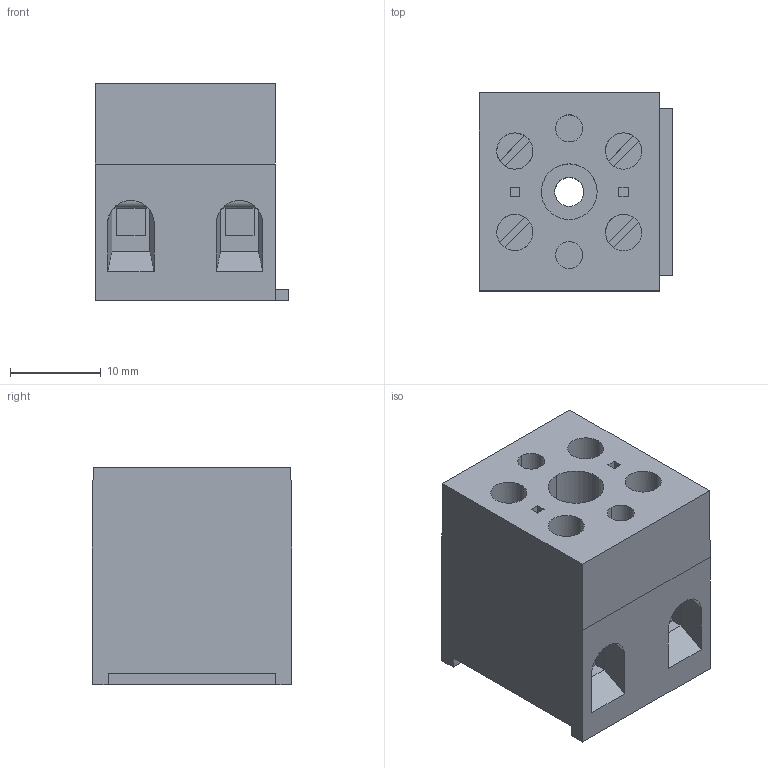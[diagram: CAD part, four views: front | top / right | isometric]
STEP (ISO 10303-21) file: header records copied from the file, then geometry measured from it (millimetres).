
FILE_DESCRIPTION(('Creo Elements/Direct Modeling STEP Export'),'2;1');
FILE_NAME('model.stp','2019-10-31T 0:04:56',(''),(''),'Creo Elements/Direct Modeling STEP processor for AP214 (Solid Model)','Creo Elements/Direct Modeling 20.1A 29-Sep-2018 (C) Parametric Technology GmbH','');
FILE_SCHEMA(('AUTOMOTIVE_DESIGN { 1 0 10303 214 1 1 1 1 }'));
Length unit declared in the file: millimetre
Products named in the file (2): G_5_2_B-select
Assembly tree (1 placements, depth 2):
  G_5_2_B-select
    G_5_2_B-select
Bounding box: 21.4 x 22 x 24 mm (x, y, z)
Volume: 8806.9 mm3; surface area: 4356.5 mm2
Topology: 1 solids, 1 shells, 129 faces, 340 edges, 228 vertices
Faces by surface type: plane 103, cylinder 26
Entity records: 5608 total; most frequent: CARTESIAN_POINT 1422, ORIENTED_EDGE 680, DIRECTION 590, EDGE_CURVE 340, VECTOR 238, LINE 238, VERTEX_POINT 228, AXIS2_PLACEMENT_3D 176
